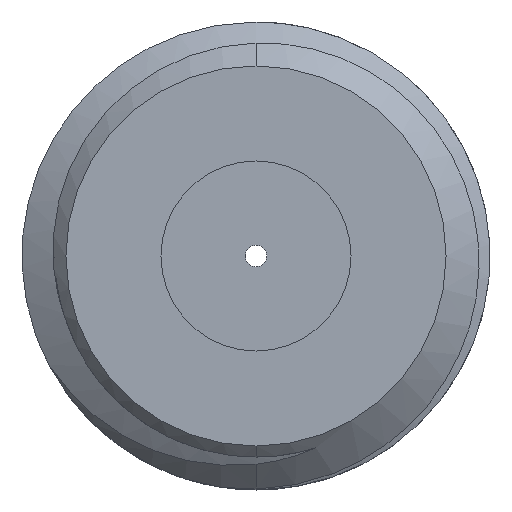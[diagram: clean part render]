
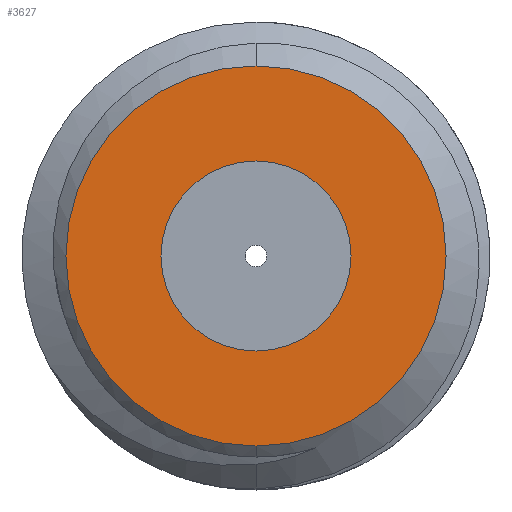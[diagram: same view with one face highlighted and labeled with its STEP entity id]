
A CAD part, left-side view. The second image highlights one B-rep face of the part: STEP entity #3627.
In plain terms, the highlighted planar face has unit normal (-1, 0, 0).
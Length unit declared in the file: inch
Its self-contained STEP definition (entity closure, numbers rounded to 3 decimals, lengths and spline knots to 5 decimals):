
#315 = DIRECTION ( 'NONE',  ( 1., 0., 0. ) ) ;
#385 = CARTESIAN_POINT ( 'NONE',  ( 0., 0., 0. ) ) ;
#414 = CARTESIAN_POINT ( 'NONE',  ( 0., 0.125, 0. ) ) ;
#421 = DIRECTION ( 'NONE',  ( 1., 0., 0. ) ) ;
#448 = ORIENTED_EDGE ( 'NONE', *, *, #2504, .T. ) ;
#700 = CARTESIAN_POINT ( 'NONE',  ( 0., 0., 0. ) ) ;
#775 = AXIS2_PLACEMENT_3D ( 'NONE', #385, #4050, #4017 ) ;
#787 = DIRECTION ( 'NONE',  ( 0., 0., -1. ) ) ;
#843 = CARTESIAN_POINT ( 'NONE',  ( 0., 0., -0.0625 ) ) ;
#880 = VERTEX_POINT ( 'NONE', #843 ) ;
#970 = ORIENTED_EDGE ( 'NONE', *, *, #1302, .T. ) ;
#974 = ORIENTED_EDGE ( 'NONE', *, *, #2390, .F. ) ;
#1004 = CIRCLE ( 'NONE', #3791, 0.125 ) ;
#1073 = DIRECTION ( 'NONE',  ( 0., 0., -1. ) ) ;
#1175 = AXIS2_PLACEMENT_3D ( 'NONE', #414, #2346, #3706 ) ;
#1223 = AXIS2_PLACEMENT_3D ( 'NONE', #700, #421, #1073 ) ;
#1302 = EDGE_CURVE ( 'NONE', #880, #2470, #4093, .T. ) ;
#1388 = PLANE ( 'NONE',  #1175 ) ;
#1422 = CARTESIAN_POINT ( 'NONE',  ( 0., 0., 0.125 ) ) ;
#1437 = EDGE_CURVE ( 'NONE', #3860, #3661, #1004, .T. ) ;
#1475 = CARTESIAN_POINT ( 'NONE',  ( 0., 0., 0. ) ) ;
#1714 = EDGE_LOOP ( 'NONE', ( #4111, #974 ) ) ;
#2032 = AXIS2_PLACEMENT_3D ( 'NONE', #3572, #315, #2955 ) ;
#2346 = DIRECTION ( 'NONE',  ( -1., 0., 0. ) ) ;
#2390 = EDGE_CURVE ( 'NONE', #3661, #3860, #3878, .T. ) ;
#2443 = DIRECTION ( 'NONE',  ( 1., 0., 0. ) ) ;
#2470 = VERTEX_POINT ( 'NONE', #3046 ) ;
#2504 = EDGE_CURVE ( 'NONE', #2470, #880, #3784, .T. ) ;
#2955 = DIRECTION ( 'NONE',  ( 0., 0., -1. ) ) ;
#3046 = CARTESIAN_POINT ( 'NONE',  ( 0., 0., 0.0625 ) ) ;
#3463 = FACE_OUTER_BOUND ( 'NONE', #1714, .T. ) ;
#3572 = CARTESIAN_POINT ( 'NONE',  ( 0., 0., 0. ) ) ;
#3627 = ADVANCED_FACE ( 'NONE', ( #3827, #3463 ), #1388, .T. ) ;
#3655 = EDGE_LOOP ( 'NONE', ( #970, #448 ) ) ;
#3661 = VERTEX_POINT ( 'NONE', #1422 ) ;
#3706 = DIRECTION ( 'NONE',  ( 0., 0., 1. ) ) ;
#3784 = CIRCLE ( 'NONE', #1223, 0.0625 ) ;
#3791 = AXIS2_PLACEMENT_3D ( 'NONE', #1475, #2443, #787 ) ;
#3827 = FACE_BOUND ( 'NONE', #3655, .T. ) ;
#3860 = VERTEX_POINT ( 'NONE', #4059 ) ;
#3878 = CIRCLE ( 'NONE', #775, 0.125 ) ;
#4017 = DIRECTION ( 'NONE',  ( 0., 0., -1. ) ) ;
#4050 = DIRECTION ( 'NONE',  ( 1., 0., 0. ) ) ;
#4059 = CARTESIAN_POINT ( 'NONE',  ( 0., 0., -0.125 ) ) ;
#4093 = CIRCLE ( 'NONE', #2032, 0.0625 ) ;
#4111 = ORIENTED_EDGE ( 'NONE', *, *, #1437, .F. ) ;
